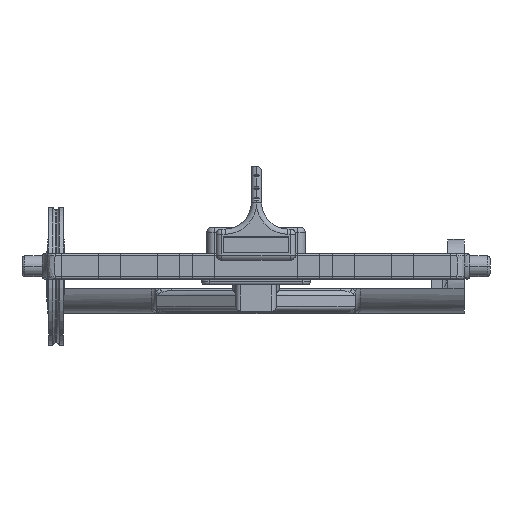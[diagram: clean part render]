
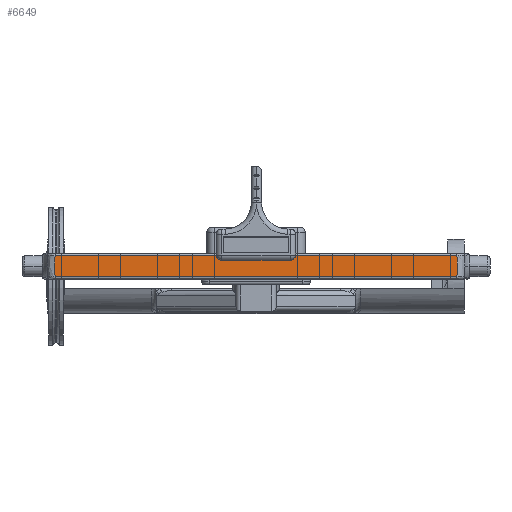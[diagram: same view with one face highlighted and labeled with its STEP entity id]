
A CAD part, top view. The second image highlights one B-rep face of the part: STEP entity #6649.
In plain terms, the highlighted planar face has unit normal (0, 0, 1).
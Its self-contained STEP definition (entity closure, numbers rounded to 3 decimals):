
#239 = FACE_OUTER_BOUND ( 'NONE', #3711, .T. ) ;
#334 = CARTESIAN_POINT ( 'NONE',  ( -77.333, 6.336, 10. ) ) ;
#643 = AXIS2_PLACEMENT_3D ( 'NONE', #10451, #10484, #4987 ) ;
#688 = EDGE_CURVE ( 'NONE', #8380, #2935, #11367, .T. ) ;
#852 = EDGE_CURVE ( 'NONE', #7606, #8380, #2607, .T. ) ;
#1261 = CARTESIAN_POINT ( 'NONE',  ( -77.36, 4.331, 10. ) ) ;
#1903 = ORIENTED_EDGE ( 'NONE', *, *, #852, .T. ) ;
#2166 = CARTESIAN_POINT ( 'NONE',  ( -77.247, 2.331, 10. ) ) ;
#2458 = CARTESIAN_POINT ( 'NONE',  ( -77.064, 9., 10. ) ) ;
#2607 = LINE ( 'NONE', #2458, #7186 ) ;
#2935 = VERTEX_POINT ( 'NONE', #10468 ) ;
#2942 = CARTESIAN_POINT ( 'NONE',  ( 80., 1., 10. ) ) ;
#3082 = CARTESIAN_POINT ( 'NONE',  ( -77.137, 1., 10. ) ) ;
#3103 = CARTESIAN_POINT ( 'NONE',  ( 77.333, 3.664, 10. ) ) ;
#3213 = CARTESIAN_POINT ( 'NONE',  ( 77.137, 9., 10. ) ) ;
#3337 = VECTOR ( 'NONE', #10319, 1000. ) ;
#3349 = VERTEX_POINT ( 'NONE', #4815 ) ;
#3389 = DIRECTION ( 'NONE',  ( -1., 0., 0. ) ) ;
#3711 = EDGE_LOOP ( 'NONE', ( #5484, #1903, #9052, #10153 ) ) ;
#4027 = CARTESIAN_POINT ( 'NONE',  ( 77.36, 5.669, 10. ) ) ;
#4072 = PLANE ( 'NONE',  #643 ) ;
#4815 = CARTESIAN_POINT ( 'NONE',  ( 77.137, 1., 10. ) ) ;
#4873 = CARTESIAN_POINT ( 'NONE',  ( -77.189, 8.334, 10. ) ) ;
#4927 = CARTESIAN_POINT ( 'NONE',  ( 77.247, 7.669, 10. ) ) ;
#4987 = DIRECTION ( 'NONE',  ( -1., 0., 0. ) ) ;
#5484 = ORIENTED_EDGE ( 'NONE', *, *, #10680, .T. ) ;
#5783 = LINE ( 'NONE', #2942, #3337 ) ;
#5803 = CARTESIAN_POINT ( 'NONE',  ( -77.137, 9., 10. ) ) ;
#5865 = CARTESIAN_POINT ( 'NONE',  ( 77.137, 9., 10. ) ) ;
#6318 = CARTESIAN_POINT ( 'NONE',  ( -77.137, 9., 10. ) ) ;
#6649 = ADVANCED_FACE ( 'NONE', ( #239 ), #4072, .F. ) ;
#6746 = CARTESIAN_POINT ( 'NONE',  ( -77.36, 5.669, 10. ) ) ;
#7186 = VECTOR ( 'NONE', #3389, 1000. ) ;
#7606 = VERTEX_POINT ( 'NONE', #3213 ) ;
#7632 = CARTESIAN_POINT ( 'NONE',  ( -77.333, 3.664, 10. ) ) ;
#7653 = CARTESIAN_POINT ( 'NONE',  ( 77.189, 1.666, 10. ) ) ;
#8380 = VERTEX_POINT ( 'NONE', #6318 ) ;
#8572 = CARTESIAN_POINT ( 'NONE',  ( -77.189, 1.666, 10. ) ) ;
#8589 = CARTESIAN_POINT ( 'NONE',  ( 77.247, 2.331, 10. ) ) ;
#9052 = ORIENTED_EDGE ( 'NONE', *, *, #688, .T. ) ;
#9518 = CARTESIAN_POINT ( 'NONE',  ( 77.36, 4.331, 10. ) ) ;
#9758 = B_SPLINE_CURVE_WITH_KNOTS ( 'NONE', 3,
 ( #10399, #7653, #8589, #3103, #9518, #4027, #10437, #4927, #11353, #5865 ),
 .UNSPECIFIED., .F., .F.,
 ( 4, 2, 2, 2, 4 ),
 ( 0.001, 0.003, 0.005, 0.007, 0.009 ),
 .UNSPECIFIED. ) ;
#10153 = ORIENTED_EDGE ( 'NONE', *, *, #11817, .T. ) ;
#10319 = DIRECTION ( 'NONE',  ( 1., 0., 0. ) ) ;
#10399 = CARTESIAN_POINT ( 'NONE',  ( 77.137, 1., 10. ) ) ;
#10437 = CARTESIAN_POINT ( 'NONE',  ( 77.333, 6.336, 10. ) ) ;
#10451 = CARTESIAN_POINT ( 'NONE',  ( 80., 10., 10. ) ) ;
#10468 = CARTESIAN_POINT ( 'NONE',  ( -77.137, 1., 10. ) ) ;
#10484 = DIRECTION ( 'NONE',  ( 0., 0., -1. ) ) ;
#10680 = EDGE_CURVE ( 'NONE', #3349, #7606, #9758, .T. ) ;
#11313 = CARTESIAN_POINT ( 'NONE',  ( -77.247, 7.669, 10. ) ) ;
#11353 = CARTESIAN_POINT ( 'NONE',  ( 77.189, 8.334, 10. ) ) ;
#11367 = B_SPLINE_CURVE_WITH_KNOTS ( 'NONE', 3,
 ( #5803, #4873, #11313, #334, #6746, #1261, #7632, #2166, #8572, #3082 ),
 .UNSPECIFIED., .F., .F.,
 ( 4, 2, 2, 2, 4 ),
 ( 0.001, 0.003, 0.005, 0.007, 0.009 ),
 .UNSPECIFIED. ) ;
#11817 = EDGE_CURVE ( 'NONE', #2935, #3349, #5783, .T. ) ;
